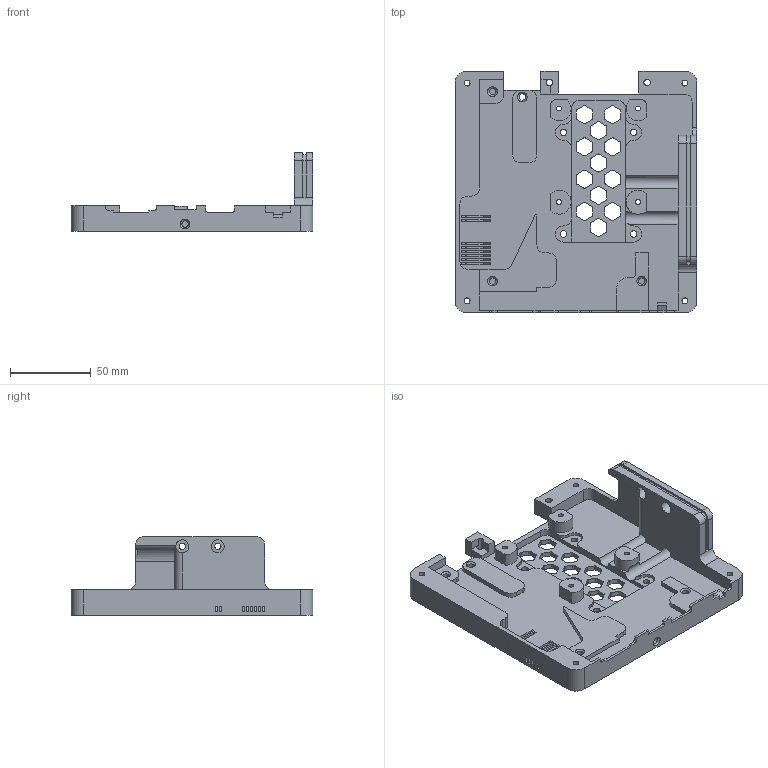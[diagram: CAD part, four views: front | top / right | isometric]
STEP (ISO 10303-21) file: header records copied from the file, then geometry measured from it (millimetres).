
FILE_DESCRIPTION(/* description */ ('STEP AP242','CAx-IF Rec.Pracs.---Representation and Presentation of Product Manufacturing Information (PMI)---4.0---2014-10-13','CAx-IF Rec.Pracs.---3D Tessellated Geometry---0.4---2014-09-14','2;1'),/* implementation_level */ '2;1');
FILE_NAME(/* name */ '6487365e9dacf837aa530747',/* time_stamp */ '2023-06-12T15:14:39Z',/* author */ (''),/* organization */ (''),/* preprocessor_version */ 'ST-DEVELOPER v19.4',/* originating_system */ ' ',/* authorisation */ ' ');
FILE_SCHEMA (('AP242_MANAGED_MODEL_BASED_3D_ENGINEERING_MIM_LF { 1 0 10303 442 1 1 4 }'));
Length unit declared in the file: metre
Products named in the file (1): Bottom
Bounding box: 150 x 150 x 48.83 mm (x, y, z)
Volume: 202435.2 mm3; surface area: 70714.5 mm2
Topology: 1 solids, 1 shells, 460 faces, 1301 edges, 864 vertices
Faces by surface type: plane 282, cylinder 168, cone 10
Full cylindrical faces by diameter (mm): 3 x4, 3.6 x4, 4 x17, 5.5 x4, 6 x8, 8 x4
Entity records: 14751 total; most frequent: CARTESIAN_POINT 2585, DIRECTION 2504, ORIENTED_EDGE 2476, EDGE_CURVE 1238, LINE 880, VECTOR 880, VERTEX_POINT 852, AXIS2_PLACEMENT_3D 812
